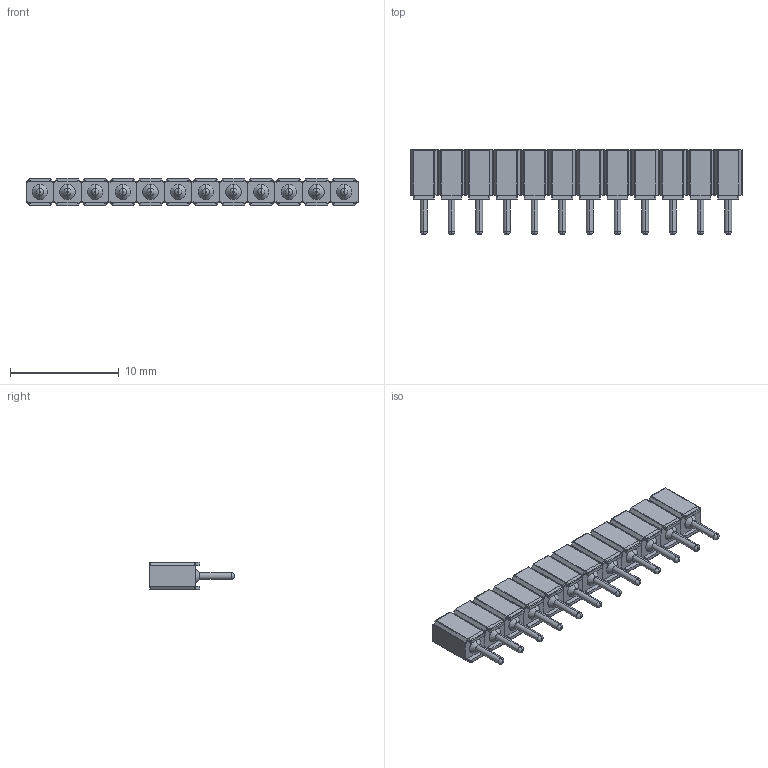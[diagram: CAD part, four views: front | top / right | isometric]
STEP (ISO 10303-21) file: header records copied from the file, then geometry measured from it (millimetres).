
FILE_DESCRIPTION (( 'STEP AP214' ), '1' );
FILE_NAME ('801-xx-012-10-012000.STEP', '2018-08-07T13:20:44', ( '' ), ( '' ), 'SwSTEP 2.0', 'SolidWorks 2014', '' );
FILE_SCHEMA (( 'AUTOMOTIVE_DESIGN' ));
Length unit declared in the file: millimetre
Products named in the file (1): 801-xx-012-10-012000
Bounding box: 30.48 x 7.78 x 2.54 mm (x, y, z)
Volume: 316.1 mm3; surface area: 890.8 mm2
Topology: 36 solids, 48 shells, 1152 faces, 2592 edges, 1488 vertices
Faces by surface type: cylinder 552, plane 384, sphere 96, cone 72, torus 48
Entity records: 31289 total; most frequent: CARTESIAN_POINT 5713, DIRECTION 5570, ORIENTED_EDGE 4992, EDGE_CURVE 2496, AXIS2_PLACEMENT_3D 2113, VERTEX_POINT 1488, VECTOR 1344, LINE 1344
